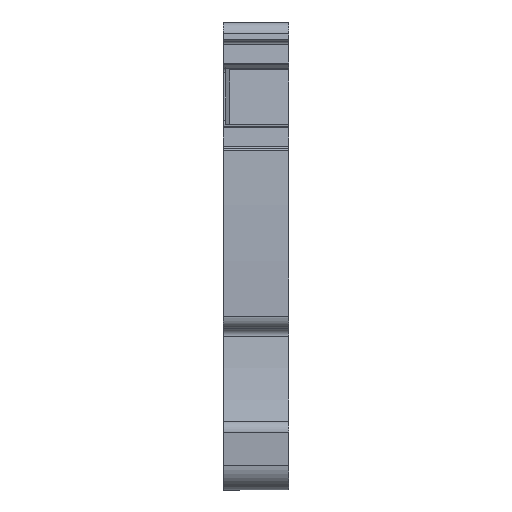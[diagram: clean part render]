
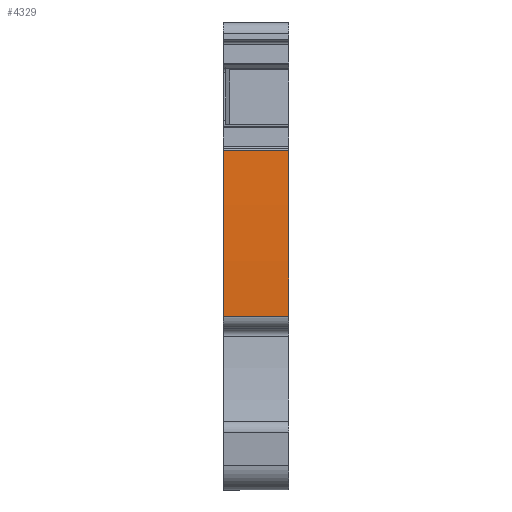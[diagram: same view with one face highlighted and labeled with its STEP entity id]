
A CAD part, front view. The second image highlights one B-rep face of the part: STEP entity #4329.
In plain terms, the highlighted cylindrical face has radius 154.9 mm (diameter 309.8 mm), a partial arc.
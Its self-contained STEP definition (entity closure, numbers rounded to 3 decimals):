
#4302=AXIS2_PLACEMENT_3D('Cylinder Axis2P3D',#4299,#4300,#4301) ;
#4306=AXIS2_PLACEMENT_3D('Circle Axis2P3D',#4304,#4305,$) ;
#4313=AXIS2_PLACEMENT_3D('Circle Axis2P3D',#4311,#4312,$) ;
#4277=CARTESIAN_POINT('Vertex',(0.,1.529,13.427)) ;
#4284=CARTESIAN_POINT('Vertex',(5.1,1.529,13.427)) ;
#4287=CARTESIAN_POINT('Line Origine',(5.1,1.529,13.427)) ;
#4299=CARTESIAN_POINT('Axis2P3D Location',(2.55,156.387,17.05)) ;
#4304=CARTESIAN_POINT('Axis2P3D Location',(0.,156.387,17.05)) ;
#4308=CARTESIAN_POINT('Vertex',(0.,1.761,26.266)) ;
#4311=CARTESIAN_POINT('Axis2P3D Location',(5.1,156.387,17.05)) ;
#4315=CARTESIAN_POINT('Vertex',(5.1,1.761,26.266)) ;
#4318=CARTESIAN_POINT('Line Origine',(2.55,1.761,26.266)) ;
#4288=DIRECTION('Vector Direction',(1.,0.,0.)) ;
#4300=DIRECTION('Axis2P3D Direction',(1.,0.,0.)) ;
#4301=DIRECTION('Axis2P3D XDirection',(0.,-0.998,0.059)) ;
#4305=DIRECTION('Axis2P3D Direction',(1.,0.,0.)) ;
#4312=DIRECTION('Axis2P3D Direction',(1.,0.,0.)) ;
#4319=DIRECTION('Vector Direction',(1.,0.,0.)) ;
#4289=VECTOR('Line Direction',#4288,1.) ;
#4320=VECTOR('Line Direction',#4319,1.) ;
#4324=ORIENTED_EDGE('',*,*,#4310,.T.) ;
#4325=ORIENTED_EDGE('',*,*,#4291,.F.) ;
#4326=ORIENTED_EDGE('',*,*,#4317,.F.) ;
#4327=ORIENTED_EDGE('',*,*,#4322,.T.) ;
#4329=ADVANCED_FACE('V1',(#4328),#4303,.T.) ;
#4307=CIRCLE('generated circle',#4306,154.9) ;
#4314=CIRCLE('generated circle',#4313,154.9) ;
#4303=CYLINDRICAL_SURFACE('generated cylinder',#4302,154.9) ;
#4291=EDGE_CURVE('',#4285,#4278,#4290,.F.) ;
#4310=EDGE_CURVE('',#4309,#4278,#4307,.T.) ;
#4317=EDGE_CURVE('',#4316,#4285,#4314,.T.) ;
#4322=EDGE_CURVE('',#4316,#4309,#4321,.F.) ;
#4323=EDGE_LOOP('',(#4324,#4325,#4326,#4327)) ;
#4328=FACE_OUTER_BOUND('',#4323,.T.) ;
#4290=LINE('Line',#4287,#4289) ;
#4321=LINE('Line',#4318,#4320) ;
#4278=VERTEX_POINT('',#4277) ;
#4285=VERTEX_POINT('',#4284) ;
#4309=VERTEX_POINT('',#4308) ;
#4316=VERTEX_POINT('',#4315) ;
